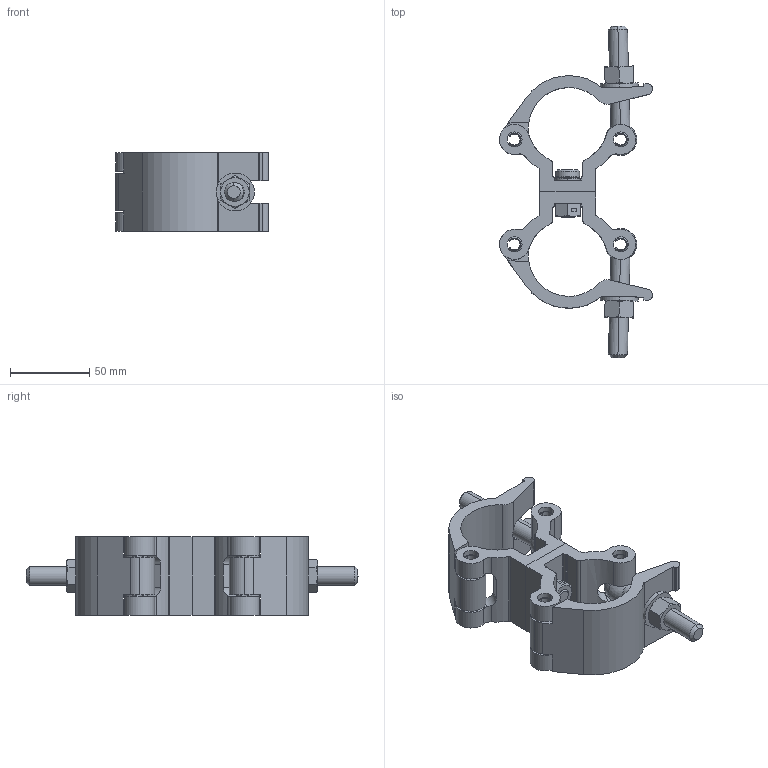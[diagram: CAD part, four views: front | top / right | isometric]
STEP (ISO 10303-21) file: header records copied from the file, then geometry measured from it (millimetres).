
FILE_DESCRIPTION (( 'STEP AP203' ), '1' );
FILE_NAME ('T58115 & T58116.STEP', '2018-08-08T12:38:20', ( '' ), ( '' ), 'SwSTEP 2.0', 'SolidWorks 2016', '' );
FILE_SCHEMA (( 'CONFIG_CONTROL_DESIGN' ));
Length unit declared in the file: millimetre
Products named in the file (17): F997; TH2006_TH2006 - 50MM WIDE; T58115 & T58116; Hex Centre Lock Nut GradeAB_Doughty Fastners_BS EN 24032 - M10 - D - S; A Washer_Bright washer BS 4320 - M12 (Form A); F995; TH2005_TH2005 - 50MM WIDE; TH566; TH640_TH640; S1931; Spring Pin Slotted_HD_Doughty Fastners_Spring Pin ISO 8752 - 5 x 10St; T78005; TH257_TH257; Hex Nut Style 1 GradeAB_Doughty Fastners_Hexagon Nut ISO - 4032 - M12 - D - S; F790
Assembly tree (21 placements, depth 3):
  T58115 & T58116
    TH640_TH640
      TH2006_TH2006 - 50MM WIDE
    TH257_TH257  x2
      TH2005_TH2005 - 50MM WIDE
    T78005  x2
      TH566
      A Washer_Bright washer BS 4320 - M12 (Form A)
      Hex Nut Style 1 GradeAB_Doughty Fastners_Hexagon Nut ISO - 4032 - M12 - D - S
    F790  x4
    TH640_TH640
      TH2006_TH2006 - 50MM WIDE
    Spring Pin Slotted_HD_Doughty Fastners_Spring Pin ISO 8752 - 5 x 10St
    Hex Centre Lock Nut GradeAB_Doughty Fastners_BS EN 24032 - M10 - D - S
    F997
    S1931
    F995
Bounding box: 96.7 x 209.9 x 49.9 mm (x, y, z)
Volume: 206637.4 mm3; surface area: 86904.1 mm2
Topology: 19 solids, 19 shells, 585 faces, 1378 edges, 833 vertices
Faces by surface type: cone 217, cylinder 216, plane 144, sphere 6, torus 2
Entity records: 14493 total; most frequent: CARTESIAN_POINT 2781, DIRECTION 2204, ORIENTED_EDGE 1952, EDGE_CURVE 976, AXIS2_PLACEMENT_3D 874, VERTEX_POINT 593, VECTOR 456, LINE 456
